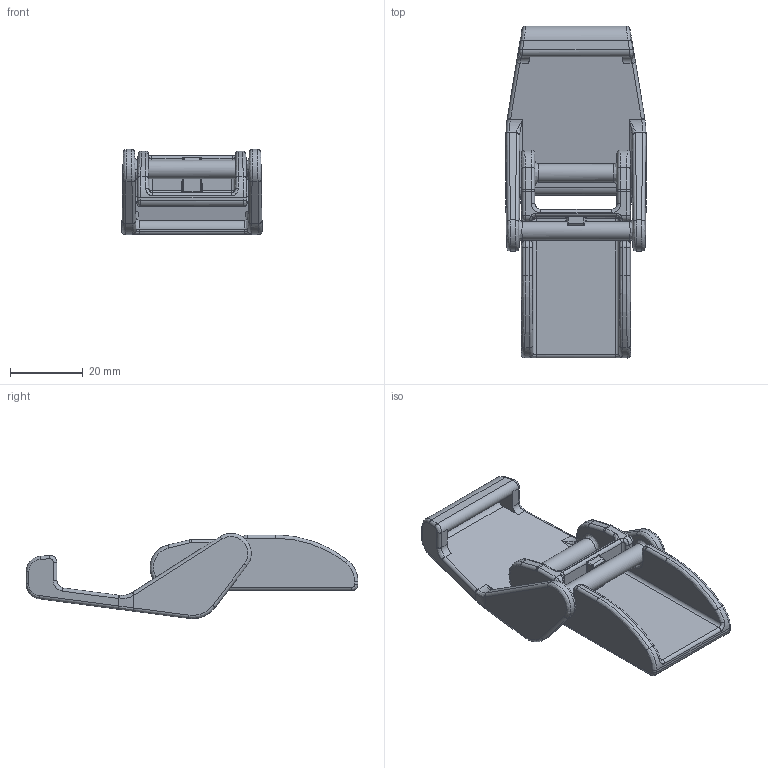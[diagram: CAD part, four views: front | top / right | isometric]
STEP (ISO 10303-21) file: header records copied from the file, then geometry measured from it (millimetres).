
FILE_DESCRIPTION (( 'STEP AP214' ), '1' );
FILE_NAME ('AHLK.STEP', '2020-10-05T12:51:30', ( '' ), ( '' ), 'SwSTEP 2.0', 'SolidWorks 2019', '' );
FILE_SCHEMA (( 'AUTOMOTIVE_DESIGN' ));
Length unit declared in the file: inch
Products named in the file (1): AHLK
Bounding box: 38.59 x 91.27 x 23.44 mm (x, y, z)
Volume: 20093.5 mm3; surface area: 12679.7 mm2
Topology: 2 solids, 2 shells, 268 faces, 622 edges, 356 vertices
Faces by surface type: cylinder 115, bspline 100, plane 51, cone 2
Full cylindrical faces by diameter (mm): 5.08 x2
Entity records: 14317 total; most frequent: CARTESIAN_POINT 9512, ORIENTED_EDGE 1240, EDGE_CURVE 620, DIRECTION 618, VERTEX_POINT 356, EDGE_LOOP 272, FACE_OUTER_BOUND 270, ADVANCED_FACE 268
